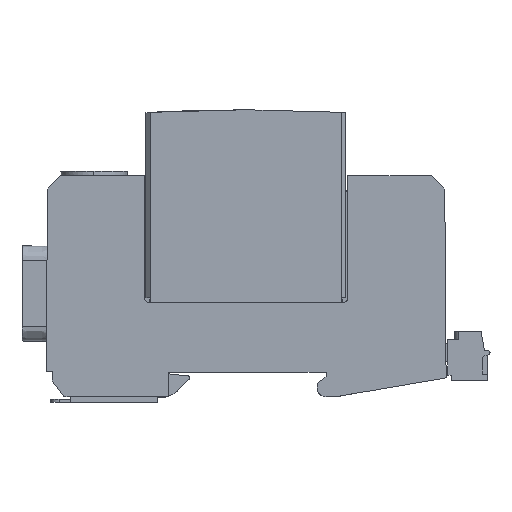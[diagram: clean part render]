
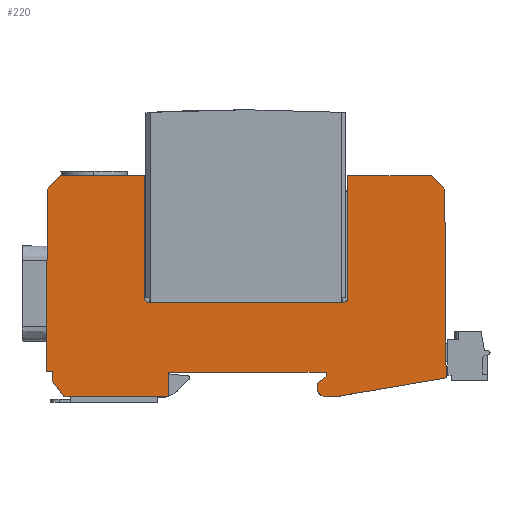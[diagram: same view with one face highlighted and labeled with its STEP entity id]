
A CAD part, left-side view. The second image highlights one B-rep face of the part: STEP entity #220.
In plain terms, the highlighted planar face has unit normal (-1, 0, 0).
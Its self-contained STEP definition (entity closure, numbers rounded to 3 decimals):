
#34=AXIS2_PLACEMENT_3D('Plane Axis2P3D',#31,#32,#33) ;
#68=AXIS2_PLACEMENT_3D('Circle Axis2P3D',#66,#67,$) ;
#120=AXIS2_PLACEMENT_3D('Circle Axis2P3D',#118,#119,$) ;
#133=AXIS2_PLACEMENT_3D('Circle Axis2P3D',#131,#132,$) ;
#31=CARTESIAN_POINT('Axis2P3D Location',(0.,8.502,44.396)) ;
#36=CARTESIAN_POINT('Line Origine',(0.,54.648,6.7)) ;
#40=CARTESIAN_POINT('Vertex',(0.,36.899,6.7)) ;
#42=CARTESIAN_POINT('Vertex',(0.,72.397,6.7)) ;
#45=CARTESIAN_POINT('Line Origine',(0.,36.899,6.2)) ;
#49=CARTESIAN_POINT('Vertex',(0.,36.899,5.7)) ;
#52=CARTESIAN_POINT('Line Origine',(0.,37.899,5.)) ;
#56=CARTESIAN_POINT('Vertex',(0.,38.899,4.3)) ;
#59=CARTESIAN_POINT('Line Origine',(0.,38.899,3.75)) ;
#63=CARTESIAN_POINT('Vertex',(0.,38.899,3.2)) ;
#66=CARTESIAN_POINT('Axis2P3D Location',(0.,36.899,3.2)) ;
#70=CARTESIAN_POINT('Vertex',(0.,36.899,1.2)) ;
#73=CARTESIAN_POINT('Line Origine',(0.,35.899,1.2)) ;
#77=CARTESIAN_POINT('Vertex',(0.,34.899,1.2)) ;
#80=CARTESIAN_POINT('Line Origine',(0.,22.392,3.352)) ;
#84=CARTESIAN_POINT('Vertex',(0.,9.884,5.503)) ;
#87=CARTESIAN_POINT('Line Origine',(0.,9.89,6.251)) ;
#91=CARTESIAN_POINT('Vertex',(0.,9.895,6.999)) ;
#95=CARTESIAN_POINT('Control Point',(0.,10.181,47.999)) ;
#96=CARTESIAN_POINT('Control Point',(0.,9.895,6.999)) ;
#97=CARTESIAN_POINT('Vertex',(0.,10.181,47.999)) ;
#101=CARTESIAN_POINT('Control Point',(0.,13.202,50.999)) ;
#102=CARTESIAN_POINT('Control Point',(0.,10.181,47.999)) ;
#103=CARTESIAN_POINT('Vertex',(0.,13.202,50.999)) ;
#107=CARTESIAN_POINT('Control Point',(0.,32.045,50.999)) ;
#108=CARTESIAN_POINT('Control Point',(0.,13.202,50.999)) ;
#109=CARTESIAN_POINT('Vertex',(0.,32.045,50.999)) ;
#113=CARTESIAN_POINT('Control Point',(0.,32.045,23.486)) ;
#114=CARTESIAN_POINT('Control Point',(0.,32.045,50.999)) ;
#115=CARTESIAN_POINT('Vertex',(0.,32.045,23.486)) ;
#118=CARTESIAN_POINT('Axis2P3D Location',(0.,33.045,23.486)) ;
#122=CARTESIAN_POINT('Vertex',(0.,33.045,22.486)) ;
#126=CARTESIAN_POINT('Control Point',(0.,76.745,22.486)) ;
#127=CARTESIAN_POINT('Control Point',(0.,33.045,22.486)) ;
#128=CARTESIAN_POINT('Vertex',(0.,76.745,22.486)) ;
#131=CARTESIAN_POINT('Axis2P3D Location',(0.,76.745,23.486)) ;
#135=CARTESIAN_POINT('Vertex',(0.,77.745,23.486)) ;
#139=CARTESIAN_POINT('Control Point',(0.,77.745,50.999)) ;
#140=CARTESIAN_POINT('Control Point',(0.,77.745,23.486)) ;
#141=CARTESIAN_POINT('Vertex',(0.,77.745,50.999)) ;
#145=CARTESIAN_POINT('Control Point',(0.,96.588,50.999)) ;
#146=CARTESIAN_POINT('Control Point',(0.,77.745,50.999)) ;
#147=CARTESIAN_POINT('Vertex',(0.,96.588,50.999)) ;
#151=CARTESIAN_POINT('Control Point',(0.,99.609,47.999)) ;
#152=CARTESIAN_POINT('Control Point',(0.,96.588,50.999)) ;
#153=CARTESIAN_POINT('Vertex',(0.,99.609,47.999)) ;
#157=CARTESIAN_POINT('Control Point',(0.,99.895,6.999)) ;
#158=CARTESIAN_POINT('Control Point',(0.,99.609,47.999)) ;
#159=CARTESIAN_POINT('Vertex',(0.,99.895,6.999)) ;
#163=CARTESIAN_POINT('Control Point',(0.,98.495,6.999)) ;
#164=CARTESIAN_POINT('Control Point',(0.,99.895,6.999)) ;
#165=CARTESIAN_POINT('Vertex',(0.,98.495,6.999)) ;
#168=CARTESIAN_POINT('Line Origine',(0.,98.495,5.887)) ;
#172=CARTESIAN_POINT('Vertex',(0.,98.495,4.775)) ;
#175=CARTESIAN_POINT('Line Origine',(0.,97.195,2.988)) ;
#179=CARTESIAN_POINT('Vertex',(0.,95.895,1.2)) ;
#182=CARTESIAN_POINT('Line Origine',(0.,84.146,1.2)) ;
#186=CARTESIAN_POINT('Vertex',(0.,72.397,1.2)) ;
#189=CARTESIAN_POINT('Line Origine',(0.,72.397,3.95)) ;
#32=DIRECTION('Axis2P3D Direction',(1.,0.,0.)) ;
#33=DIRECTION('Axis2P3D XDirection',(0.,0.,1.)) ;
#37=DIRECTION('Vector Direction',(0.,1.,0.)) ;
#46=DIRECTION('Vector Direction',(0.,0.,-1.)) ;
#53=DIRECTION('Vector Direction',(0.,-0.819,0.574)) ;
#60=DIRECTION('Vector Direction',(0.,0.,1.)) ;
#67=DIRECTION('Axis2P3D Direction',(1.,0.,0.)) ;
#74=DIRECTION('Vector Direction',(0.,-1.,0.)) ;
#81=DIRECTION('Vector Direction',(0.,0.986,-0.17)) ;
#88=DIRECTION('Vector Direction',(0.,-0.007,-1.)) ;
#119=DIRECTION('Axis2P3D Direction',(1.,0.,0.)) ;
#132=DIRECTION('Axis2P3D Direction',(1.,0.,0.)) ;
#169=DIRECTION('Vector Direction',(0.,0.,-1.)) ;
#176=DIRECTION('Vector Direction',(0.,-0.588,-0.809)) ;
#183=DIRECTION('Vector Direction',(0.,-1.,0.)) ;
#190=DIRECTION('Vector Direction',(0.,0.,1.)) ;
#38=VECTOR('Line Direction',#37,1.) ;
#47=VECTOR('Line Direction',#46,1.) ;
#54=VECTOR('Line Direction',#53,1.) ;
#61=VECTOR('Line Direction',#60,1.) ;
#75=VECTOR('Line Direction',#74,1.) ;
#82=VECTOR('Line Direction',#81,1.) ;
#89=VECTOR('Line Direction',#88,1.) ;
#170=VECTOR('Line Direction',#169,1.) ;
#177=VECTOR('Line Direction',#176,1.) ;
#184=VECTOR('Line Direction',#183,1.) ;
#191=VECTOR('Line Direction',#190,1.) ;
#195=ORIENTED_EDGE('',*,*,#44,.F.) ;
#196=ORIENTED_EDGE('',*,*,#51,.T.) ;
#197=ORIENTED_EDGE('',*,*,#58,.T.) ;
#198=ORIENTED_EDGE('',*,*,#65,.T.) ;
#199=ORIENTED_EDGE('',*,*,#72,.T.) ;
#200=ORIENTED_EDGE('',*,*,#79,.T.) ;
#201=ORIENTED_EDGE('',*,*,#86,.T.) ;
#202=ORIENTED_EDGE('',*,*,#93,.T.) ;
#203=ORIENTED_EDGE('',*,*,#99,.T.) ;
#204=ORIENTED_EDGE('',*,*,#105,.T.) ;
#205=ORIENTED_EDGE('',*,*,#111,.T.) ;
#206=ORIENTED_EDGE('',*,*,#117,.T.) ;
#207=ORIENTED_EDGE('',*,*,#124,.T.) ;
#208=ORIENTED_EDGE('',*,*,#130,.T.) ;
#209=ORIENTED_EDGE('',*,*,#137,.T.) ;
#210=ORIENTED_EDGE('',*,*,#143,.T.) ;
#211=ORIENTED_EDGE('',*,*,#149,.T.) ;
#212=ORIENTED_EDGE('',*,*,#155,.T.) ;
#213=ORIENTED_EDGE('',*,*,#161,.T.) ;
#214=ORIENTED_EDGE('',*,*,#167,.T.) ;
#215=ORIENTED_EDGE('',*,*,#174,.T.) ;
#216=ORIENTED_EDGE('',*,*,#181,.T.) ;
#217=ORIENTED_EDGE('',*,*,#188,.T.) ;
#218=ORIENTED_EDGE('',*,*,#193,.T.) ;
#220=ADVANCED_FACE('SOCKEL',(#219),#35,.F.) ;
#94=B_SPLINE_CURVE_WITH_KNOTS('',1,(#95,#96),.UNSPECIFIED.,.F.,.U.,(2,2),(0.,41.001),.UNSPECIFIED.) ;
#100=B_SPLINE_CURVE_WITH_KNOTS('',1,(#101,#102),.UNSPECIFIED.,.F.,.U.,(2,2),(0.,4.257),.UNSPECIFIED.) ;
#106=B_SPLINE_CURVE_WITH_KNOTS('',1,(#107,#108),.UNSPECIFIED.,.F.,.U.,(2,2),(0.,18.843),.UNSPECIFIED.) ;
#112=B_SPLINE_CURVE_WITH_KNOTS('',1,(#113,#114),.UNSPECIFIED.,.F.,.U.,(2,2),(1.,28.513),.UNSPECIFIED.) ;
#125=B_SPLINE_CURVE_WITH_KNOTS('',1,(#126,#127),.UNSPECIFIED.,.F.,.U.,(2,2),(1.,44.7),.UNSPECIFIED.) ;
#138=B_SPLINE_CURVE_WITH_KNOTS('',1,(#139,#140),.UNSPECIFIED.,.F.,.U.,(2,2),(0.,27.513),.UNSPECIFIED.) ;
#144=B_SPLINE_CURVE_WITH_KNOTS('',1,(#145,#146),.UNSPECIFIED.,.F.,.U.,(2,2),(0.,18.843),.UNSPECIFIED.) ;
#150=B_SPLINE_CURVE_WITH_KNOTS('',1,(#151,#152),.UNSPECIFIED.,.F.,.U.,(2,2),(0.,4.257),.UNSPECIFIED.) ;
#156=B_SPLINE_CURVE_WITH_KNOTS('',1,(#157,#158),.UNSPECIFIED.,.F.,.U.,(2,2),(0.,41.001),.UNSPECIFIED.) ;
#162=B_SPLINE_CURVE_WITH_KNOTS('',1,(#163,#164),.UNSPECIFIED.,.F.,.U.,(2,2),(88.6,90.),.UNSPECIFIED.) ;
#69=CIRCLE('generated circle',#68,2.) ;
#121=CIRCLE('generated circle',#120,1.) ;
#134=CIRCLE('generated circle',#133,1.) ;
#44=EDGE_CURVE('',#41,#43,#39,.T.) ;
#51=EDGE_CURVE('',#41,#50,#48,.T.) ;
#58=EDGE_CURVE('',#50,#57,#55,.F.) ;
#65=EDGE_CURVE('',#57,#64,#62,.F.) ;
#72=EDGE_CURVE('',#64,#71,#69,.F.) ;
#79=EDGE_CURVE('',#71,#78,#76,.T.) ;
#86=EDGE_CURVE('',#78,#85,#83,.F.) ;
#93=EDGE_CURVE('',#85,#92,#90,.F.) ;
#99=EDGE_CURVE('',#92,#98,#94,.F.) ;
#105=EDGE_CURVE('',#98,#104,#100,.F.) ;
#111=EDGE_CURVE('',#104,#110,#106,.F.) ;
#117=EDGE_CURVE('',#110,#116,#112,.F.) ;
#124=EDGE_CURVE('',#116,#123,#121,.T.) ;
#130=EDGE_CURVE('',#123,#129,#125,.F.) ;
#137=EDGE_CURVE('',#129,#136,#134,.T.) ;
#143=EDGE_CURVE('',#136,#142,#138,.F.) ;
#149=EDGE_CURVE('',#142,#148,#144,.F.) ;
#155=EDGE_CURVE('',#148,#154,#150,.F.) ;
#161=EDGE_CURVE('',#154,#160,#156,.F.) ;
#167=EDGE_CURVE('',#160,#166,#162,.F.) ;
#174=EDGE_CURVE('',#166,#173,#171,.T.) ;
#181=EDGE_CURVE('',#173,#180,#178,.T.) ;
#188=EDGE_CURVE('',#180,#187,#185,.T.) ;
#193=EDGE_CURVE('',#187,#43,#192,.T.) ;
#194=EDGE_LOOP('',(#195,#196,#197,#198,#199,#200,#201,#202,#203,#204,#205,#206,#207,#208,#209,#210,#211,#212,#213,#214,#215,#216,#217,#218)) ;
#219=FACE_OUTER_BOUND('',#194,.T.) ;
#39=LINE('Line',#36,#38) ;
#48=LINE('Line',#45,#47) ;
#55=LINE('Line',#52,#54) ;
#62=LINE('Line',#59,#61) ;
#76=LINE('Line',#73,#75) ;
#83=LINE('Line',#80,#82) ;
#90=LINE('Line',#87,#89) ;
#171=LINE('Line',#168,#170) ;
#178=LINE('Line',#175,#177) ;
#185=LINE('Line',#182,#184) ;
#192=LINE('Line',#189,#191) ;
#35=PLANE('',#34) ;
#41=VERTEX_POINT('',#40) ;
#43=VERTEX_POINT('',#42) ;
#50=VERTEX_POINT('',#49) ;
#57=VERTEX_POINT('',#56) ;
#64=VERTEX_POINT('',#63) ;
#71=VERTEX_POINT('',#70) ;
#78=VERTEX_POINT('',#77) ;
#85=VERTEX_POINT('',#84) ;
#92=VERTEX_POINT('',#91) ;
#98=VERTEX_POINT('',#97) ;
#104=VERTEX_POINT('',#103) ;
#110=VERTEX_POINT('',#109) ;
#116=VERTEX_POINT('',#115) ;
#123=VERTEX_POINT('',#122) ;
#129=VERTEX_POINT('',#128) ;
#136=VERTEX_POINT('',#135) ;
#142=VERTEX_POINT('',#141) ;
#148=VERTEX_POINT('',#147) ;
#154=VERTEX_POINT('',#153) ;
#160=VERTEX_POINT('',#159) ;
#166=VERTEX_POINT('',#165) ;
#173=VERTEX_POINT('',#172) ;
#180=VERTEX_POINT('',#179) ;
#187=VERTEX_POINT('',#186) ;
